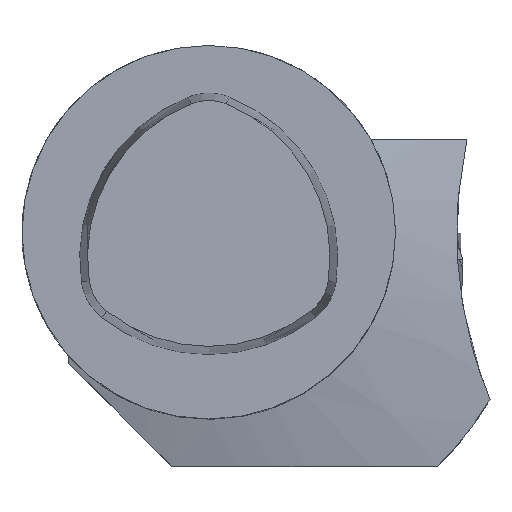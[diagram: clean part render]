
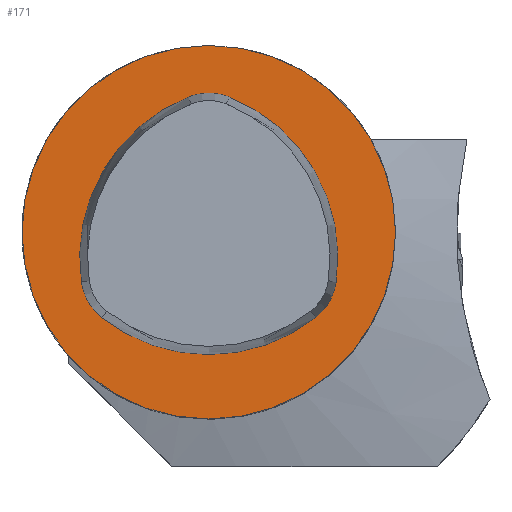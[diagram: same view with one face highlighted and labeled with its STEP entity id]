
A CAD part, top view. The second image highlights one B-rep face of the part: STEP entity #171.
In plain terms, the highlighted planar face has unit normal (0, 0, 1).
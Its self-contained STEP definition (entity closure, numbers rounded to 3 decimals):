
#171=ADVANCED_FACE('',(#336),#263,.T.);
#263=PLANE('',#1861);
#336=FACE_OUTER_BOUND('',#438,.T.);
#438=EDGE_LOOP('',(#667));
#525=CIRCLE('',#1850,20.);
#667=ORIENTED_EDGE('',*,*,#1300,.T.);
#1118=VERTEX_POINT('',#2721);
#1300=EDGE_CURVE('',#1118,#1118,#525,.T.);
#1850=AXIS2_PLACEMENT_3D('',#2720,#2111,#2112);
#1861=AXIS2_PLACEMENT_3D('',#2777,#2139,#2140);
#2111=DIRECTION('',(0.,0.,1.));
#2112=DIRECTION('',(-1.,0.,0.));
#2139=DIRECTION('',(0.,0.,1.));
#2140=DIRECTION('',(-1.,0.,0.));
#2720=CARTESIAN_POINT('',(0.,0.,0.));
#2721=CARTESIAN_POINT('',(-20.,0.,0.));
#2777=CARTESIAN_POINT('',(0.,0.,0.));
